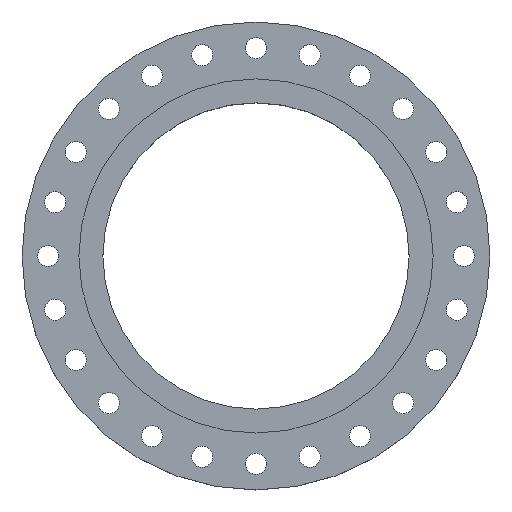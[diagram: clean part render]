
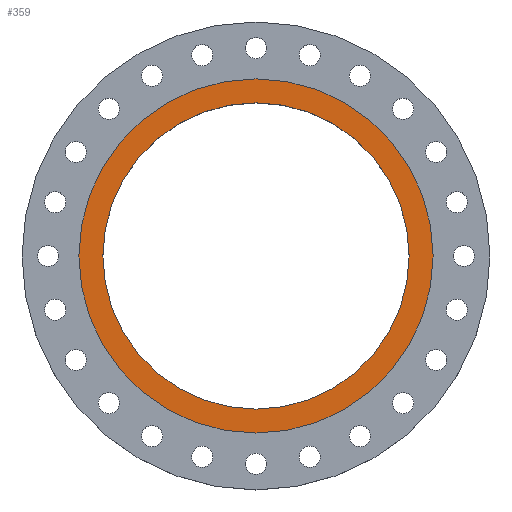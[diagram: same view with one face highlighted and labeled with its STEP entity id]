
A CAD part, top view. The second image highlights one B-rep face of the part: STEP entity #359.
In plain terms, the highlighted planar face has unit normal (0, 0, 1).
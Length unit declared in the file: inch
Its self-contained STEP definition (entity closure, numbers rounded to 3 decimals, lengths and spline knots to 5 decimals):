
#7 = DIRECTION ( 'NONE',  ( 1., 0., 0. ) ) ;
#18 = DIRECTION ( 'NONE',  ( 0., 0., 1. ) ) ;
#47 = EDGE_CURVE ( 'NONE', #957, #418, #284, .T. ) ;
#87 = DIRECTION ( 'NONE',  ( 1., 0., 0. ) ) ;
#131 = CARTESIAN_POINT ( 'NONE',  ( -11.78125, 0., 0. ) ) ;
#255 = AXIS2_PLACEMENT_3D ( 'NONE', #1789, #18, #2181 ) ;
#279 = DIRECTION ( 'NONE',  ( 0., 0., 1. ) ) ;
#284 = CIRCLE ( 'NONE', #596, 11.78125 ) ;
#293 = EDGE_CURVE ( 'NONE', #2164, #2252, #1270, .T. ) ;
#294 = CIRCLE ( 'NONE', #255, 11.78125 ) ;
#338 = EDGE_LOOP ( 'NONE', ( #421, #494 ) ) ;
#359 = ADVANCED_FACE ( 'NONE', ( #696, #1350 ), #2126, .F. ) ;
#418 = VERTEX_POINT ( 'NONE', #131 ) ;
#420 = ORIENTED_EDGE ( 'NONE', *, *, #918, .F. ) ;
#421 = ORIENTED_EDGE ( 'NONE', *, *, #960, .T. ) ;
#447 = CARTESIAN_POINT ( 'NONE',  ( 0., 0., 0. ) ) ;
#494 = ORIENTED_EDGE ( 'NONE', *, *, #293, .T. ) ;
#521 = DIRECTION ( 'NONE',  ( -1., 0., 0. ) ) ;
#596 = AXIS2_PLACEMENT_3D ( 'NONE', #1549, #279, #1195 ) ;
#696 = FACE_BOUND ( 'NONE', #962, .T. ) ;
#707 = CARTESIAN_POINT ( 'NONE',  ( 0., 11.78125, 0. ) ) ;
#918 = EDGE_CURVE ( 'NONE', #418, #957, #294, .T. ) ;
#935 = AXIS2_PLACEMENT_3D ( 'NONE', #707, #1887, #521 ) ;
#957 = VERTEX_POINT ( 'NONE', #1424 ) ;
#960 = EDGE_CURVE ( 'NONE', #2252, #2164, #1049, .T. ) ;
#962 = EDGE_LOOP ( 'NONE', ( #1415, #420 ) ) ;
#979 = AXIS2_PLACEMENT_3D ( 'NONE', #1635, #1459, #7 ) ;
#1009 = AXIS2_PLACEMENT_3D ( 'NONE', #447, #1782, #87 ) ;
#1039 = CARTESIAN_POINT ( 'NONE',  ( -13.625, 0., 0. ) ) ;
#1049 = CIRCLE ( 'NONE', #979, 13.625 ) ;
#1073 = CARTESIAN_POINT ( 'NONE',  ( 13.625, 0., 0. ) ) ;
#1195 = DIRECTION ( 'NONE',  ( 1., 0., 0. ) ) ;
#1270 = CIRCLE ( 'NONE', #1009, 13.625 ) ;
#1350 = FACE_OUTER_BOUND ( 'NONE', #338, .T. ) ;
#1415 = ORIENTED_EDGE ( 'NONE', *, *, #47, .F. ) ;
#1424 = CARTESIAN_POINT ( 'NONE',  ( 11.78125, 0., 0. ) ) ;
#1459 = DIRECTION ( 'NONE',  ( 0., 0., 1. ) ) ;
#1549 = CARTESIAN_POINT ( 'NONE',  ( 0., 0., 0. ) ) ;
#1635 = CARTESIAN_POINT ( 'NONE',  ( 0., 0., 0. ) ) ;
#1782 = DIRECTION ( 'NONE',  ( 0., 0., 1. ) ) ;
#1789 = CARTESIAN_POINT ( 'NONE',  ( 0., 0., 0. ) ) ;
#1887 = DIRECTION ( 'NONE',  ( 0., 0., -1. ) ) ;
#2126 = PLANE ( 'NONE',  #935 ) ;
#2164 = VERTEX_POINT ( 'NONE', #1039 ) ;
#2181 = DIRECTION ( 'NONE',  ( 1., 0., 0. ) ) ;
#2252 = VERTEX_POINT ( 'NONE', #1073 ) ;
